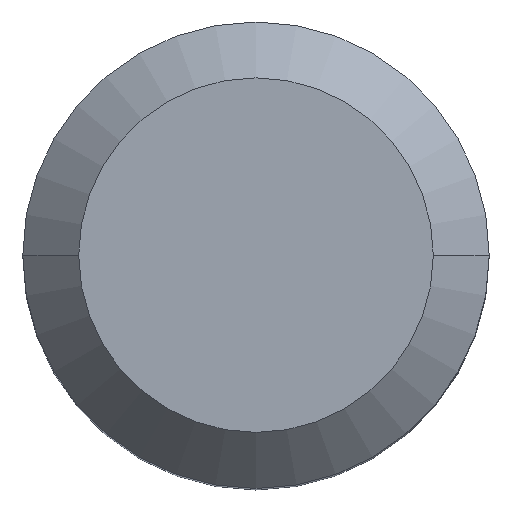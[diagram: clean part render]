
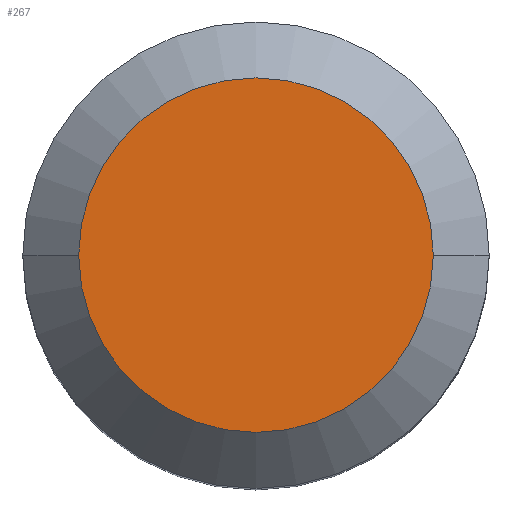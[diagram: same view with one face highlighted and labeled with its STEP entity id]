
A CAD part, top view. The second image highlights one B-rep face of the part: STEP entity #267.
In plain terms, the highlighted planar face has unit normal (0, 0, 1).
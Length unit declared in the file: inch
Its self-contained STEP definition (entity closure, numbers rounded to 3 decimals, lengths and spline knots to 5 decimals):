
#19 = DIRECTION ( 'NONE',  ( 0., 0., 1. ) ) ;
#23 = DIRECTION ( 'NONE',  ( 1., 0., 0. ) ) ;
#61 = CARTESIAN_POINT ( 'NONE',  ( 0., 0.0475, 0. ) ) ;
#68 = FACE_OUTER_BOUND ( 'NONE', #151, .T. ) ;
#74 = AXIS2_PLACEMENT_3D ( 'NONE', #209, #92, #23 ) ;
#92 = DIRECTION ( 'NONE',  ( 0., 0., 1. ) ) ;
#127 = AXIS2_PLACEMENT_3D ( 'NONE', #61, #300, #131 ) ;
#131 = DIRECTION ( 'NONE',  ( -1., 0., 0. ) ) ;
#138 = AXIS2_PLACEMENT_3D ( 'NONE', #458, #19, #316 ) ;
#140 = CIRCLE ( 'NONE', #138, 0.0475 ) ;
#147 = VERTEX_POINT ( 'NONE', #180 ) ;
#151 = EDGE_LOOP ( 'NONE', ( #415, #264 ) ) ;
#180 = CARTESIAN_POINT ( 'NONE',  ( 0.0475, 0., 0. ) ) ;
#209 = CARTESIAN_POINT ( 'NONE',  ( 0., 0., 0. ) ) ;
#215 = CARTESIAN_POINT ( 'NONE',  ( -0.0475, 0., 0. ) ) ;
#246 = EDGE_CURVE ( 'NONE', #406, #147, #291, .T. ) ;
#264 = ORIENTED_EDGE ( 'NONE', *, *, #289, .T. ) ;
#267 = ADVANCED_FACE ( 'NONE', ( #68 ), #325, .F. ) ;
#289 = EDGE_CURVE ( 'NONE', #147, #406, #140, .T. ) ;
#291 = CIRCLE ( 'NONE', #74, 0.0475 ) ;
#300 = DIRECTION ( 'NONE',  ( 0., 0., -1. ) ) ;
#316 = DIRECTION ( 'NONE',  ( 1., 0., 0. ) ) ;
#325 = PLANE ( 'NONE',  #127 ) ;
#406 = VERTEX_POINT ( 'NONE', #215 ) ;
#415 = ORIENTED_EDGE ( 'NONE', *, *, #246, .T. ) ;
#458 = CARTESIAN_POINT ( 'NONE',  ( 0., 0., 0. ) ) ;
